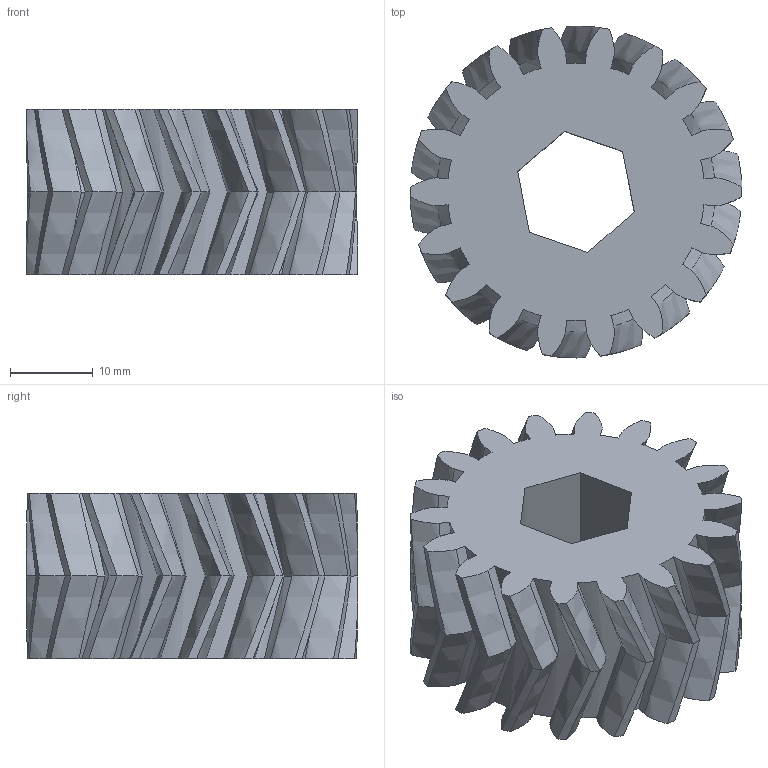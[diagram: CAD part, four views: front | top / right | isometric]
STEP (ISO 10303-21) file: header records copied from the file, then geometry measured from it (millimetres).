
FILE_DESCRIPTION(/* description */ ('STEP AP242'),/* implementation_level */ '2;1');
FILE_NAME(/* name */ '2m 18t herringbone extra clearance.stp',/* time_stamp */ '2025-03-06T19:31:22-05:00',/* author */ ('slick'),/* organization */ (''),/* preprocessor_version */ 'ST-DEVELOPER v19.2',/* originating_system */ 'Autodesk Inventor 2023',/* authorisation */ ' ');
FILE_SCHEMA (('AUTOMOTIVE_DESIGN { 1 0 10303 214 3 1 1 }'));
Length unit declared in the file: metre
Products named in the file (1): 2m 18t herringbone extra clearance
Bounding box: 39.99 x 40 x 20 mm (x, y, z)
Volume: 16702.7 mm3; surface area: 7435.9 mm2
Topology: 1 solids, 1 shells, 206 faces, 558 edges, 354 vertices
Faces by surface type: bspline 180, cylinder 18, plane 8
Entity records: 11645 total; most frequent: CARTESIAN_POINT 7419, ORIENTED_EDGE 1116, DIRECTION 576, EDGE_CURVE 558, VERTEX_POINT 354, B_SPLINE_CURVE_WITH_KNOTS 216, EDGE_LOOP 208, AXIS2_PLACEMENT_3D 207
